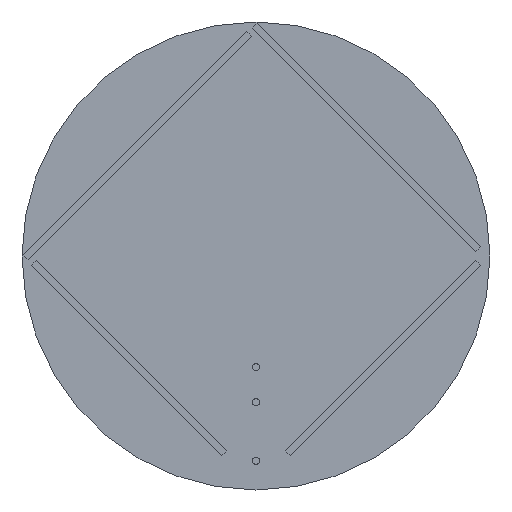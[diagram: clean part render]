
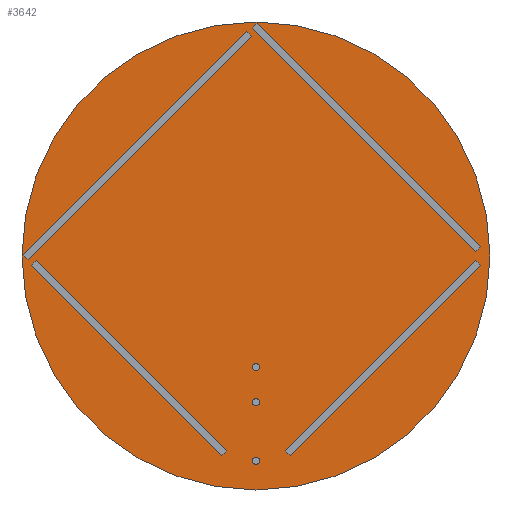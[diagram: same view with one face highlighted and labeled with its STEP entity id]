
A CAD part, front view. The second image highlights one B-rep face of the part: STEP entity #3642.
In plain terms, the highlighted planar face has unit normal (0, -1, 0).
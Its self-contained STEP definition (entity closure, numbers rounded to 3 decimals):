
#177=FACE_BOUND('',#678,.T.);
#178=FACE_BOUND('',#679,.T.);
#179=FACE_BOUND('',#680,.T.);
#180=FACE_BOUND('',#681,.T.);
#181=FACE_BOUND('',#682,.T.);
#182=FACE_BOUND('',#683,.T.);
#183=FACE_BOUND('',#684,.T.);
#251=PLANE('',#4088);
#444=FACE_OUTER_BOUND('',#677,.T.);
#677=EDGE_LOOP('',(#2890));
#678=EDGE_LOOP('',(#2891,#2892,#2893,#2894));
#679=EDGE_LOOP('',(#2895,#2896,#2897,#2898));
#680=EDGE_LOOP('',(#2899,#2900,#2901,#2902));
#681=EDGE_LOOP('',(#2903,#2904,#2905,#2906));
#682=EDGE_LOOP('',(#2907));
#683=EDGE_LOOP('',(#2908));
#684=EDGE_LOOP('',(#2909));
#908=LINE('',#5511,#1343);
#911=LINE('',#5517,#1346);
#914=LINE('',#5523,#1349);
#917=LINE('',#5527,#1352);
#920=LINE('',#5535,#1355);
#923=LINE('',#5541,#1358);
#926=LINE('',#5547,#1361);
#929=LINE('',#5551,#1364);
#932=LINE('',#5559,#1367);
#935=LINE('',#5565,#1370);
#938=LINE('',#5571,#1373);
#941=LINE('',#5575,#1376);
#944=LINE('',#5583,#1379);
#947=LINE('',#5589,#1382);
#950=LINE('',#5595,#1385);
#953=LINE('',#5599,#1388);
#1343=VECTOR('',#4530,10.);
#1346=VECTOR('',#4535,10.);
#1349=VECTOR('',#4540,10.);
#1352=VECTOR('',#4545,10.);
#1355=VECTOR('',#4550,10.);
#1358=VECTOR('',#4555,10.);
#1361=VECTOR('',#4560,10.);
#1364=VECTOR('',#4565,10.);
#1367=VECTOR('',#4570,10.);
#1370=VECTOR('',#4575,10.);
#1373=VECTOR('',#4580,10.);
#1376=VECTOR('',#4585,10.);
#1379=VECTOR('',#4590,10.);
#1382=VECTOR('',#4595,10.);
#1385=VECTOR('',#4600,10.);
#1388=VECTOR('',#4605,10.);
#1738=CIRCLE('',#4078,1.5);
#1740=CIRCLE('',#4081,1.5);
#1742=CIRCLE('',#4084,1.5);
#1743=CIRCLE('',#4086,100.);
#1833=VERTEX_POINT('',#5508);
#1834=VERTEX_POINT('',#5510);
#1836=VERTEX_POINT('',#5516);
#1838=VERTEX_POINT('',#5522);
#1841=VERTEX_POINT('',#5532);
#1842=VERTEX_POINT('',#5534);
#1844=VERTEX_POINT('',#5540);
#1846=VERTEX_POINT('',#5546);
#1849=VERTEX_POINT('',#5556);
#1850=VERTEX_POINT('',#5558);
#1852=VERTEX_POINT('',#5564);
#1854=VERTEX_POINT('',#5570);
#1857=VERTEX_POINT('',#5580);
#1858=VERTEX_POINT('',#5582);
#1860=VERTEX_POINT('',#5588);
#1862=VERTEX_POINT('',#5594);
#1864=VERTEX_POINT('',#5603);
#1866=VERTEX_POINT('',#5609);
#1868=VERTEX_POINT('',#5615);
#1869=VERTEX_POINT('',#5619);
#2200=EDGE_CURVE('',#1834,#1833,#908,.T.);
#2203=EDGE_CURVE('',#1836,#1834,#911,.T.);
#2206=EDGE_CURVE('',#1838,#1836,#914,.T.);
#2209=EDGE_CURVE('',#1833,#1838,#917,.T.);
#2212=EDGE_CURVE('',#1842,#1841,#920,.T.);
#2215=EDGE_CURVE('',#1844,#1842,#923,.T.);
#2218=EDGE_CURVE('',#1846,#1844,#926,.T.);
#2221=EDGE_CURVE('',#1841,#1846,#929,.T.);
#2224=EDGE_CURVE('',#1850,#1849,#932,.T.);
#2227=EDGE_CURVE('',#1852,#1850,#935,.T.);
#2230=EDGE_CURVE('',#1854,#1852,#938,.T.);
#2233=EDGE_CURVE('',#1849,#1854,#941,.T.);
#2236=EDGE_CURVE('',#1858,#1857,#944,.T.);
#2239=EDGE_CURVE('',#1860,#1858,#947,.T.);
#2242=EDGE_CURVE('',#1862,#1860,#950,.T.);
#2245=EDGE_CURVE('',#1857,#1862,#953,.T.);
#2248=EDGE_CURVE('',#1864,#1864,#1738,.T.);
#2251=EDGE_CURVE('',#1866,#1866,#1740,.T.);
#2254=EDGE_CURVE('',#1868,#1868,#1742,.T.);
#2255=EDGE_CURVE('',#1869,#1869,#1743,.T.);
#2890=ORIENTED_EDGE('',*,*,#2255,.T.);
#2891=ORIENTED_EDGE('',*,*,#2206,.T.);
#2892=ORIENTED_EDGE('',*,*,#2203,.T.);
#2893=ORIENTED_EDGE('',*,*,#2200,.T.);
#2894=ORIENTED_EDGE('',*,*,#2209,.T.);
#2895=ORIENTED_EDGE('',*,*,#2218,.T.);
#2896=ORIENTED_EDGE('',*,*,#2215,.T.);
#2897=ORIENTED_EDGE('',*,*,#2212,.T.);
#2898=ORIENTED_EDGE('',*,*,#2221,.T.);
#2899=ORIENTED_EDGE('',*,*,#2230,.T.);
#2900=ORIENTED_EDGE('',*,*,#2227,.T.);
#2901=ORIENTED_EDGE('',*,*,#2224,.T.);
#2902=ORIENTED_EDGE('',*,*,#2233,.T.);
#2903=ORIENTED_EDGE('',*,*,#2242,.T.);
#2904=ORIENTED_EDGE('',*,*,#2239,.T.);
#2905=ORIENTED_EDGE('',*,*,#2236,.T.);
#2906=ORIENTED_EDGE('',*,*,#2245,.T.);
#2907=ORIENTED_EDGE('',*,*,#2248,.T.);
#2908=ORIENTED_EDGE('',*,*,#2251,.T.);
#2909=ORIENTED_EDGE('',*,*,#2254,.T.);
#3642=ADVANCED_FACE('',(#444,#177,#178,#179,#180,#181,#182,#183),#251,.T.);
#4078=AXIS2_PLACEMENT_3D('',#5605,#4611,#4612);
#4081=AXIS2_PLACEMENT_3D('',#5611,#4618,#4619);
#4084=AXIS2_PLACEMENT_3D('',#5617,#4625,#4626);
#4086=AXIS2_PLACEMENT_3D('',#5620,#4629,#4630);
#4088=AXIS2_PLACEMENT_3D('',#5624,#4634,#4635);
#4530=DIRECTION('',(0.707,0.,0.707));
#4535=DIRECTION('',(-0.707,0.,0.707));
#4540=DIRECTION('',(-0.707,0.,-0.707));
#4545=DIRECTION('',(0.707,0.,-0.707));
#4550=DIRECTION('',(-0.707,0.,0.707));
#4555=DIRECTION('',(-0.707,0.,-0.707));
#4560=DIRECTION('',(0.707,0.,-0.707));
#4565=DIRECTION('',(0.707,0.,0.707));
#4570=DIRECTION('',(0.707,0.,-0.707));
#4575=DIRECTION('',(0.707,0.,0.707));
#4580=DIRECTION('',(-0.707,0.,0.707));
#4585=DIRECTION('',(-0.707,0.,-0.707));
#4590=DIRECTION('',(0.707,0.,0.707));
#4595=DIRECTION('',(-0.707,0.,0.707));
#4600=DIRECTION('',(-0.707,0.,-0.707));
#4605=DIRECTION('',(0.707,0.,-0.707));
#4611=DIRECTION('center_axis',(0.,1.,0.));
#4612=DIRECTION('ref_axis',(1.,0.,0.));
#4618=DIRECTION('center_axis',(0.,1.,0.));
#4619=DIRECTION('ref_axis',(1.,0.,0.));
#4625=DIRECTION('center_axis',(0.,1.,0.));
#4626=DIRECTION('ref_axis',(1.,0.,0.));
#4629=DIRECTION('center_axis',(0.,-1.,0.));
#4630=DIRECTION('ref_axis',(1.,0.,0.));
#4634=DIRECTION('center_axis',(0.,-1.,0.));
#4635=DIRECTION('ref_axis',(1.,0.,0.));
#5508=CARTESIAN_POINT('',(-9.216,-15.2,84.684));
#5510=CARTESIAN_POINT('',(-65.784,-15.2,28.116));
#5511=CARTESIAN_POINT('',(-51.642,-15.2,42.258));
#5516=CARTESIAN_POINT('',(-63.663,-15.2,25.994));
#5517=CARTESIAN_POINT('',(-39.724,-15.2,2.055));
#5522=CARTESIAN_POINT('',(-7.094,-15.2,82.563));
#5523=CARTESIAN_POINT('',(-21.237,-15.2,68.421));
#5527=CARTESIAN_POINT('',(15.784,-15.2,59.684));
#5532=CARTESIAN_POINT('',(32.094,-15.2,-69.763));
#5534=CARTESIAN_POINT('',(34.216,-15.2,-71.884));
#5535=CARTESIAN_POINT('',(9.216,-15.2,-46.884));
#5540=CARTESIAN_POINT('',(80.178,-15.2,-25.922));
#5541=CARTESIAN_POINT('',(71.339,-15.2,-34.761));
#5546=CARTESIAN_POINT('',(78.056,-15.2,-23.801));
#5547=CARTESIAN_POINT('',(54.117,-15.2,0.138));
#5551=CARTESIAN_POINT('',(46.237,-15.2,-55.621));
#5556=CARTESIAN_POINT('',(80.178,-15.2,38.722));
#5558=CARTESIAN_POINT('',(34.216,-15.2,84.684));
#5559=CARTESIAN_POINT('',(48.358,-15.2,70.542));
#5564=CARTESIAN_POINT('',(32.094,-15.2,82.563));
#5565=CARTESIAN_POINT('',(8.155,-15.2,58.624));
#5570=CARTESIAN_POINT('',(78.056,-15.2,36.601));
#5571=CARTESIAN_POINT('',(69.218,-15.2,45.44));
#5575=CARTESIAN_POINT('',(55.178,-15.2,13.722));
#5580=CARTESIAN_POINT('',(-63.663,-15.2,-13.194));
#5582=CARTESIAN_POINT('',(-65.784,-15.2,-15.316));
#5583=CARTESIAN_POINT('',(-40.784,-15.2,9.684));
#5588=CARTESIAN_POINT('',(-9.216,-15.2,-71.884));
#5589=CARTESIAN_POINT('',(-23.358,-15.2,-57.742));
#5594=CARTESIAN_POINT('',(-7.094,-15.2,-69.763));
#5595=CARTESIAN_POINT('',(16.845,-15.2,-45.824));
#5599=CARTESIAN_POINT('',(-49.521,-15.2,-27.337));
#5603=CARTESIAN_POINT('',(98.5,-15.2,6.4));
#5605=CARTESIAN_POINT('Origin',(100.,-15.2,6.4));
#5609=CARTESIAN_POINT('',(73.5,-15.2,6.4));
#5611=CARTESIAN_POINT('Origin',(75.,-15.2,6.4));
#5615=CARTESIAN_POINT('',(58.5,-15.2,6.4));
#5617=CARTESIAN_POINT('Origin',(60.,-15.2,6.4));
#5619=CARTESIAN_POINT('',(-87.5,-15.2,6.4));
#5620=CARTESIAN_POINT('Origin',(12.5,-15.2,6.4));
#5624=CARTESIAN_POINT('Origin',(12.5,-15.2,6.4));
